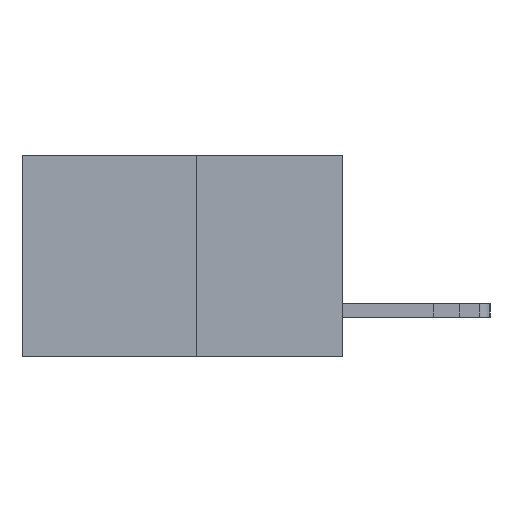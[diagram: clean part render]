
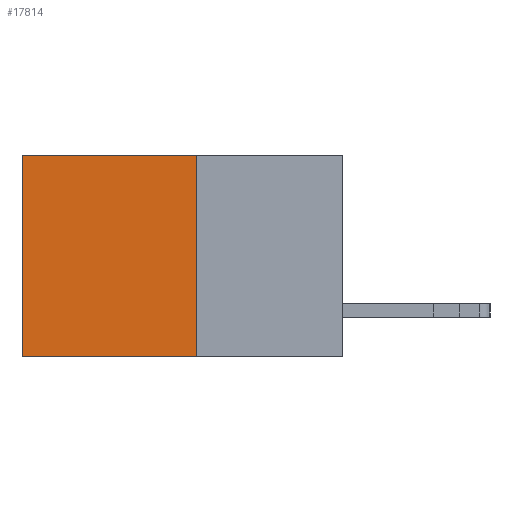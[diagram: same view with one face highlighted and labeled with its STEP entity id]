
A CAD part, left-side view. The second image highlights one B-rep face of the part: STEP entity #17814.
In plain terms, the highlighted planar face has unit normal (-1, 0, 0).
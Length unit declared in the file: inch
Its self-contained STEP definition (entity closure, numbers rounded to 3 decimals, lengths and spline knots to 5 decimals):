
#186 = ORIENTED_EDGE ( 'NONE', *, *, #18670, .T. ) ;
#456 = DIRECTION ( 'NONE',  ( 1., 0., 0. ) ) ;
#731 = LINE ( 'NONE', #9232, #12075 ) ;
#1151 = CARTESIAN_POINT ( 'NONE',  ( 0.277, 0.59, 0. ) ) ;
#1700 = CARTESIAN_POINT ( 'NONE',  ( 0.277, 0.27, 0. ) ) ;
#1820 = DIRECTION ( 'NONE',  ( 0., 1., 0. ) ) ;
#2023 = EDGE_LOOP ( 'NONE', ( #186, #16401, #12971, #10356 ) ) ;
#3210 = VECTOR ( 'NONE', #16870, 39.37008 ) ;
#4429 = EDGE_CURVE ( 'NONE', #8468, #9926, #14734, .T. ) ;
#5093 = VERTEX_POINT ( 'NONE', #1151 ) ;
#5424 = VECTOR ( 'NONE', #10585, 39.37008 ) ;
#8117 = CARTESIAN_POINT ( 'NONE',  ( 0.277, 0.59, -0.37 ) ) ;
#8468 = VERTEX_POINT ( 'NONE', #1700 ) ;
#9232 = CARTESIAN_POINT ( 'NONE',  ( 0.277, 0.27, -0.37 ) ) ;
#9827 = DIRECTION ( 'NONE',  ( 0., 0., -1. ) ) ;
#9926 = VERTEX_POINT ( 'NONE', #13970 ) ;
#10356 = ORIENTED_EDGE ( 'NONE', *, *, #16067, .T. ) ;
#10585 = DIRECTION ( 'NONE',  ( 0., 1., 0. ) ) ;
#10905 = DIRECTION ( 'NONE',  ( 0., 0., -1. ) ) ;
#11834 = LINE ( 'NONE', #16829, #15142 ) ;
#12075 = VECTOR ( 'NONE', #1820, 39.37008 ) ;
#12971 = ORIENTED_EDGE ( 'NONE', *, *, #4429, .F. ) ;
#13457 = AXIS2_PLACEMENT_3D ( 'NONE', #17937, #456, #10905 ) ;
#13970 = CARTESIAN_POINT ( 'NONE',  ( 0.277, 0.27, -0.37 ) ) ;
#14734 = LINE ( 'NONE', #16845, #3210 ) ;
#15080 = PLANE ( 'NONE',  #13457 ) ;
#15142 = VECTOR ( 'NONE', #9827, 39.37008 ) ;
#16067 = EDGE_CURVE ( 'NONE', #8468, #5093, #16737, .T. ) ;
#16401 = ORIENTED_EDGE ( 'NONE', *, *, #18403, .F. ) ;
#16737 = LINE ( 'NONE', #17603, #5424 ) ;
#16829 = CARTESIAN_POINT ( 'NONE',  ( 0.277, 0.59, -0.37 ) ) ;
#16845 = CARTESIAN_POINT ( 'NONE',  ( 0.277, 0.27, -0.37 ) ) ;
#16870 = DIRECTION ( 'NONE',  ( 0., 0., -1. ) ) ;
#17603 = CARTESIAN_POINT ( 'NONE',  ( 0.277, 0.27, 0. ) ) ;
#17814 = ADVANCED_FACE ( 'NONE', ( #18031 ), #15080, .F. ) ;
#17937 = CARTESIAN_POINT ( 'NONE',  ( 0.277, 0.27, -0.37 ) ) ;
#18031 = FACE_OUTER_BOUND ( 'NONE', #2023, .T. ) ;
#18403 = EDGE_CURVE ( 'NONE', #9926, #18527, #731, .T. ) ;
#18527 = VERTEX_POINT ( 'NONE', #8117 ) ;
#18670 = EDGE_CURVE ( 'NONE', #5093, #18527, #11834, .T. ) ;
